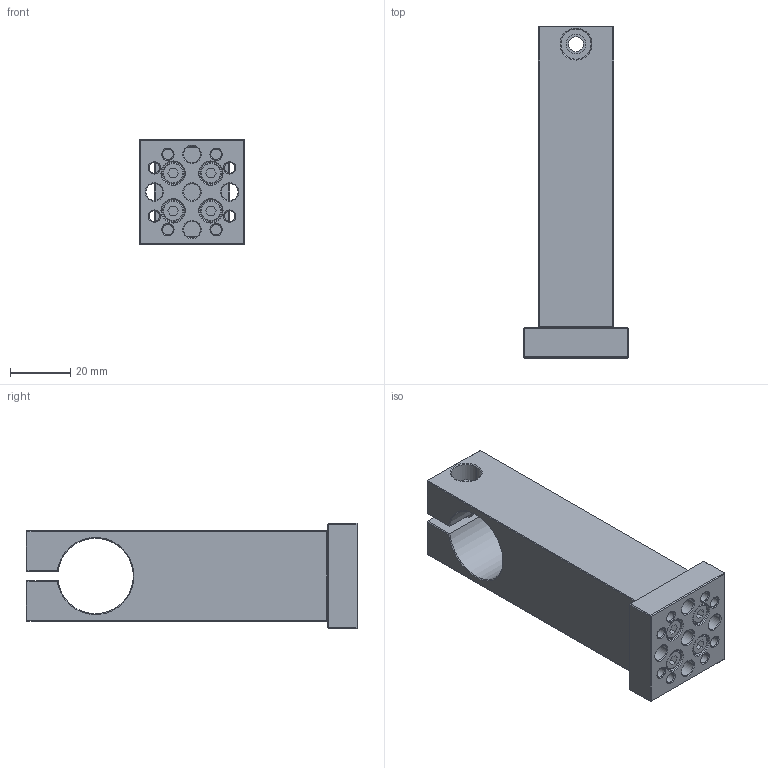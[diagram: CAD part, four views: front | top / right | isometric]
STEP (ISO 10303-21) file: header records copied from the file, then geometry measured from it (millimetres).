
FILE_DESCRIPTION((''),'2;1');
FILE_NAME('CFP-B25-0022-1_ASM','2023-08-25T10:01:06',('R&D'),(''),'CREO PARAMETRIC BY PTC INC, 2021063','CREO PARAMETRIC BY PTC INC, 2021063','');
FILE_SCHEMA(('CONFIG_CONTROL_DESIGN'));
Length unit declared in the file: millimetre
Products named in the file (4): CFP-B25-0022-1; CFP-B25-0022-2; ISO4762-M4X10-8_8; CFP-B25-0022-1_ASM
Assembly tree (6 placements, depth 2):
  CFP-B25-0022-1_ASM
    CFP-B25-0022-1
    CFP-B25-0022-2
    ISO4762-M4X10-8_8  x4
Bounding box: 35 x 110 x 35 mm (x, y, z)
Volume: 70618.3 mm3; surface area: 21461.2 mm2
Topology: 6 solids, 6 shells, 271 faces, 630 edges, 380 vertices
Faces by surface type: cone 98, plane 92, cylinder 73, torus 8
Entity records: 6372 total; most frequent: DIRECTION 1168, CARTESIAN_POINT 1059, ORIENTED_EDGE 1016, EDGE_CURVE 508, AXIS2_PLACEMENT_3D 437, VERTEX_POINT 308, VECTOR 294, LINE 294
